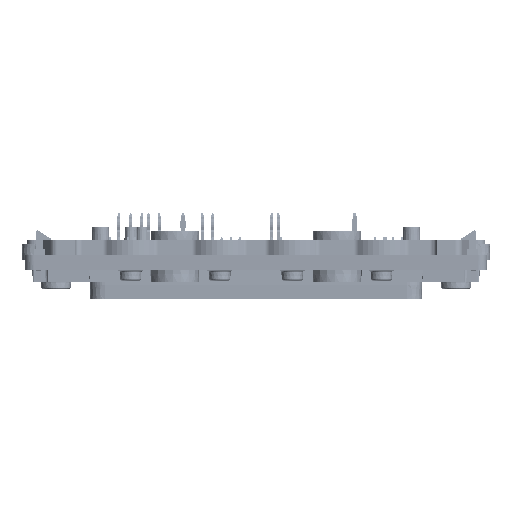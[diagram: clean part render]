
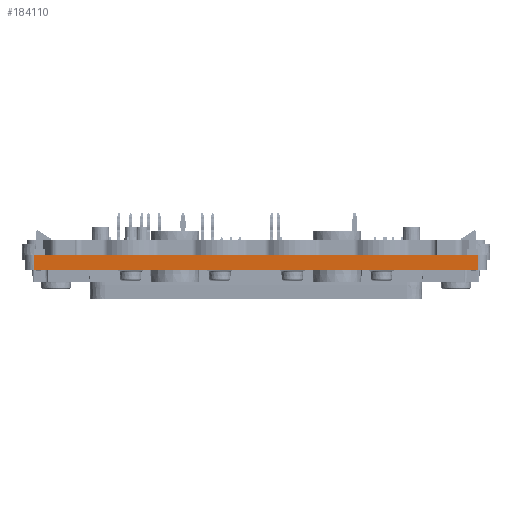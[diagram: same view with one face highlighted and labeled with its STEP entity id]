
A CAD part, left-side view. The second image highlights one B-rep face of the part: STEP entity #184110.
In plain terms, the highlighted planar face has unit normal (-1, 0, -0.026).
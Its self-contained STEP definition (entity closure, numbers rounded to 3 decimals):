
#23832=ORIENTED_EDGE('',*,*,#56587,.T.);
#23833=ORIENTED_EDGE('',*,*,#56543,.F.);
#23834=ORIENTED_EDGE('',*,*,#56503,.F.);
#23835=ORIENTED_EDGE('',*,*,#56513,.T.);
#23836=ORIENTED_EDGE('',*,*,#56584,.F.);
#23837=ORIENTED_EDGE('',*,*,#56116,.F.);
#23838=ORIENTED_EDGE('',*,*,#56581,.T.);
#23839=ORIENTED_EDGE('',*,*,#53867,.T.);
#23840=ORIENTED_EDGE('',*,*,#56580,.T.);
#23841=ORIENTED_EDGE('',*,*,#56113,.T.);
#53867=EDGE_CURVE('',#72337,#72338,#84483,.T.);
#56113=EDGE_CURVE('',#73746,#73747,#86099,.T.);
#56116=EDGE_CURVE('',#73748,#73749,#86102,.T.);
#56503=EDGE_CURVE('',#73982,#73983,#86338,.T.);
#56513=EDGE_CURVE('',#73982,#73988,#86345,.T.);
#56543=EDGE_CURVE('',#73983,#74004,#86371,.T.);
#56580=EDGE_CURVE('',#72338,#73746,#86392,.T.);
#56581=EDGE_CURVE('',#73748,#72337,#86393,.T.);
#56584=EDGE_CURVE('',#73749,#73988,#86396,.T.);
#56587=EDGE_CURVE('',#73747,#74004,#86399,.T.);
#72337=VERTEX_POINT('',#255421);
#72338=VERTEX_POINT('',#255422);
#73746=VERTEX_POINT('',#261684);
#73747=VERTEX_POINT('',#261685);
#73748=VERTEX_POINT('',#261690);
#73749=VERTEX_POINT('',#261691);
#73982=VERTEX_POINT('',#262629);
#73983=VERTEX_POINT('',#262631);
#73988=VERTEX_POINT('',#262649);
#74004=VERTEX_POINT('',#262709);
#84483=LINE('',#255420,#97679);
#86099=LINE('',#261683,#99295);
#86102=LINE('',#261689,#99298);
#86338=LINE('',#262630,#99534);
#86345=LINE('',#262650,#99541);
#86371=LINE('',#262708,#99567);
#86392=LINE('',#262781,#99588);
#86393=LINE('',#262783,#99589);
#86396=LINE('',#262787,#99592);
#86399=LINE('',#262791,#99595);
#97679=VECTOR('',#209602,1000.);
#99295=VECTOR('',#214358,1000.);
#99298=VECTOR('',#214363,1000.);
#99534=VECTOR('',#215091,1000.);
#99541=VECTOR('',#215112,1000.);
#99567=VECTOR('',#215172,1000.);
#99588=VECTOR('',#215253,1000.);
#99589=VECTOR('',#215256,1000.);
#99592=VECTOR('',#215261,1000.);
#99595=VECTOR('',#215266,1000.);
#111454=EDGE_LOOP('',(#23832,#23833,#23834,#23835,#23836,#23837,#23838,
#23839,#23840,#23841));
#120434=FACE_BOUND('',#111454,.T.);
#127248=PLANE('',#193539);
#184110=ADVANCED_FACE('',(#120434),#127248,.T.);
#193539=AXIS2_PLACEMENT_3D('',#262793,#215268,#215269);
#209602=DIRECTION('',(0.,1.,0.));
#214358=DIRECTION('',(0.,1.,0.));
#214363=DIRECTION('',(0.,-1.,0.));
#215091=DIRECTION('',(0.,1.,0.));
#215112=DIRECTION('',(-0.026,-0.026,0.999));
#215172=DIRECTION('',(-0.026,0.026,0.999));
#215253=DIRECTION('',(0.,1.,0.));
#215256=DIRECTION('',(0.,1.,0.));
#215261=DIRECTION('',(0.,-1.,0.));
#215266=DIRECTION('',(0.,1.,0.));
#215268=DIRECTION('',(-1.,0.,-0.026));
#215269=DIRECTION('',(0.026,0.,-1.));
#255420=CARTESIAN_POINT('',(-70.1,7.9,10.4));
#255421=CARTESIAN_POINT('',(-70.1,-80.455,10.4));
#255422=CARTESIAN_POINT('',(-70.1,35.655,10.4));
#261683=CARTESIAN_POINT('',(-70.1,7.9,10.4));
#261684=CARTESIAN_POINT('',(-70.1,35.9,10.4));
#261685=CARTESIAN_POINT('',(-70.1,38.9,10.4));
#261689=CARTESIAN_POINT('',(-70.1,-52.701,10.4));
#261690=CARTESIAN_POINT('',(-70.1,-80.701,10.4));
#261691=CARTESIAN_POINT('',(-70.1,-83.701,10.4));
#262629=CARTESIAN_POINT('',(-69.985,-83.587,6.));
#262630=CARTESIAN_POINT('',(-69.985,12.2,6.));
#262631=CARTESIAN_POINT('',(-69.985,38.786,6.));
#262649=CARTESIAN_POINT('',(-70.1,-83.702,10.4));
#262650=CARTESIAN_POINT('',(-70.079,-83.681,9.592));
#262708=CARTESIAN_POINT('',(-70.079,38.88,9.592));
#262709=CARTESIAN_POINT('',(-70.1,38.901,10.4));
#262781=CARTESIAN_POINT('',(-70.1,7.9,10.4));
#262783=CARTESIAN_POINT('',(-70.1,7.9,10.4));
#262787=CARTESIAN_POINT('',(-70.1,6.207,10.4));
#262791=CARTESIAN_POINT('',(-70.1,-51.007,10.4));
#262793=CARTESIAN_POINT('',(-70.1,7.9,10.4));
